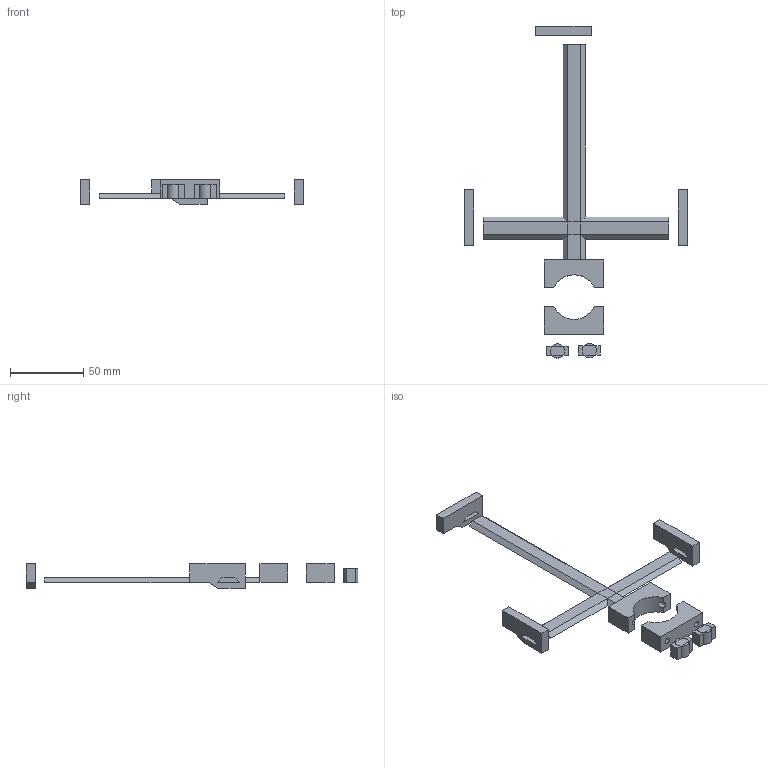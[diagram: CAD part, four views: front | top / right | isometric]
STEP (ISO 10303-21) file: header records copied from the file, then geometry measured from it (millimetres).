
FILE_DESCRIPTION(('FreeCAD Model'),'2;1');
FILE_NAME('Phone Mount.step', '2018-03-07T19:55:31',('Author'),(''), 'Open CASCADE STEP processor 6.8','FreeCAD','Unknown');
FILE_SCHEMA(('AUTOMOTIVE_DESIGN_CC2 { 1 2 10303 214 -1 1 5 4 }'));
Length unit declared in the file: millimetre
Products named in the file (1): Fusion011
Bounding box: 152.4 x 227.06 x 16.76 mm (x, y, z)
Volume: 36276.4 mm3; surface area: 22190.2 mm2
Topology: 7 solids, 7 shells, 114 faces, 268 edges, 164 vertices
Faces by surface type: plane 104, cylinder 10
Full cylindrical faces by diameter (mm): 4.064 x4
Entity records: 7623 total; most frequent: CARTESIAN_POINT 2201, DIRECTION 950, LINE 614, VECTOR 614, ORIENTED_EDGE 536, PCURVE 536, DEFINITIONAL_REPRESENTATION 536, EDGE_CURVE 268
